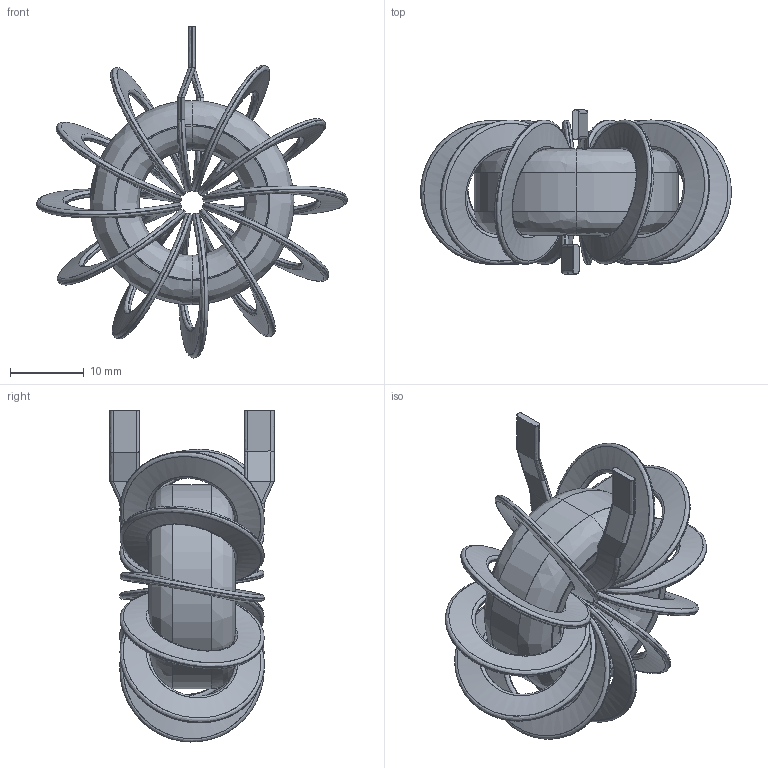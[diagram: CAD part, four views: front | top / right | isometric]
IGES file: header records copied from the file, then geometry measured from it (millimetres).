
Start section: SolidWorks IGES file using analytic representation for surfaces
Global section: file name: 750343811.IGS; native system: SolidWorks 2017; preprocessor: SolidWorks 2017; author: e.wtnpm; date: 210712.130503; units: millimetre
Bounding box: 41.98 x 22.18 x 44.87 mm (x, y, z)
Surface area: 7445.3 mm2 (no closed solid volume)
Topology: 0 solids, 0 shells, 73 faces, 517 edges, 517 vertices
Faces by surface type: bspline 69, revolution 4
